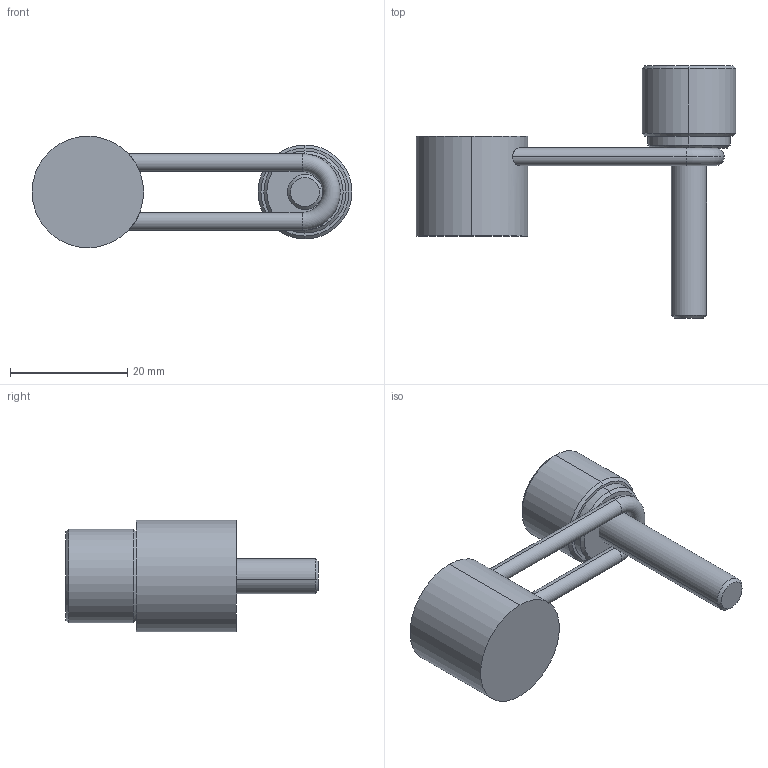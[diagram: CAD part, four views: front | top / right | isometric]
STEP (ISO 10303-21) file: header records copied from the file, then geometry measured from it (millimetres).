
FILE_DESCRIPTION (( 'STEP AP203' ), '1' );
FILE_NAME ('02BCF-1(M).STEP', '2016-12-08T07:46:25', ( '' ), ( '' ), 'SwSTEP 2.0', 'SolidWorks 2016', '' );
FILE_SCHEMA (( 'CONFIG_CONTROL_DESIGN' ));
Length unit declared in the file: millimetre
Products named in the file (1): 02BCF-1(M)
Bounding box: 54.5 x 43 x 19 mm (x, y, z)
Volume: 8598.5 mm3; surface area: 5121.8 mm2
Topology: 4 solids, 4 shells, 54 faces, 106 edges, 66 vertices
Faces by surface type: cylinder 22, plane 20, cone 8, torus 4
Entity records: 1557 total; most frequent: CARTESIAN_POINT 325, DIRECTION 266, ORIENTED_EDGE 212, AXIS2_PLACEMENT_3D 109, EDGE_CURVE 106, VERTEX_POINT 66, EDGE_LOOP 62, ADVANCED_FACE 54
